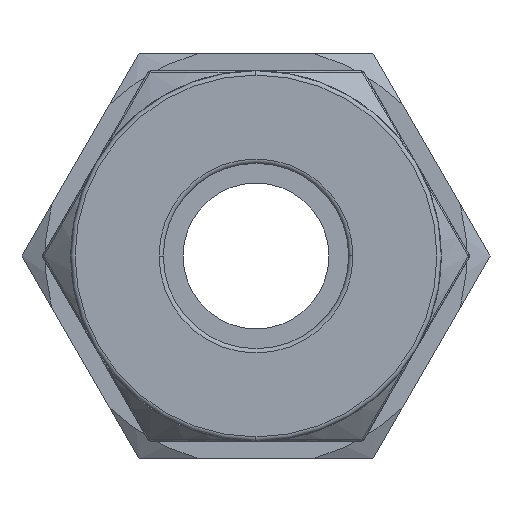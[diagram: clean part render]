
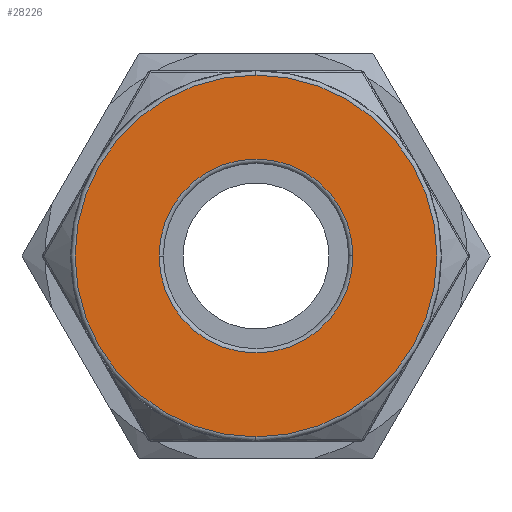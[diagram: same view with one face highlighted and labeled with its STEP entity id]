
A CAD part, left-side view. The second image highlights one B-rep face of the part: STEP entity #28226.
In plain terms, the highlighted face is planar.
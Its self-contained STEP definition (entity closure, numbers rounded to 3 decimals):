
#25524=CARTESIAN_POINT('',(0.,0.,0.));
#25525=DIRECTION('',(-1.,0.,0.));
#25526=DIRECTION('',(0.,1.,0.));
#25527=AXIS2_PLACEMENT_3D('',#25524,#25525,#25526);
#25529=CARTESIAN_POINT('',(0.,0.,0.));
#25530=DIRECTION('',(-1.,0.,0.));
#25531=DIRECTION('',(0.,-1.,0.));
#25532=AXIS2_PLACEMENT_3D('',#25529,#25530,#25531);
#25534=CARTESIAN_POINT('',(0.,0.,0.));
#25535=DIRECTION('',(1.,0.,0.));
#25536=DIRECTION('',(0.,0.,1.));
#25537=AXIS2_PLACEMENT_3D('',#25534,#25535,#25536);
#25539=CARTESIAN_POINT('',(0.,0.,0.));
#25540=DIRECTION('',(1.,0.,0.));
#25541=DIRECTION('',(0.,0.,-1.));
#25542=AXIS2_PLACEMENT_3D('',#25539,#25540,#25541);
#28038=CARTESIAN_POINT('',(0.,4.188,0.));
#28039=CARTESIAN_POINT('',(0.,-4.188,0.));
#28040=VERTEX_POINT('',#28038);
#28041=VERTEX_POINT('',#28039);
#28071=CARTESIAN_POINT('',(0.,0.,7.813));
#28072=CARTESIAN_POINT('',(0.,0.,-7.813));
#28073=VERTEX_POINT('',#28071);
#28074=VERTEX_POINT('',#28072);
#28209=CARTESIAN_POINT('',(0.,0.,0.));
#28210=DIRECTION('',(1.,0.,0.));
#28211=DIRECTION('',(0.,-1.,0.));
#28212=AXIS2_PLACEMENT_3D('',#28209,#28210,#28211);
#28213=PLANE('',#28212);
#28215=ORIENTED_EDGE('',*,*,#28214,.F.);
#28217=ORIENTED_EDGE('',*,*,#28216,.F.);
#28218=EDGE_LOOP('',(#28215,#28217));
#28219=FACE_OUTER_BOUND('',#28218,.F.);
#28221=ORIENTED_EDGE('',*,*,#28220,.F.);
#28223=ORIENTED_EDGE('',*,*,#28222,.F.);
#28224=EDGE_LOOP('',(#28221,#28223));
#28225=FACE_BOUND('',#28224,.F.);
#25528=CIRCLE('',#25527,4.188);
#25533=CIRCLE('',#25532,4.188);
#25538=CIRCLE('',#25537,7.813);
#25543=CIRCLE('',#25542,7.813);
#28214=EDGE_CURVE('',#28073,#28074,#25538,.T.);
#28216=EDGE_CURVE('',#28074,#28073,#25543,.T.);
#28220=EDGE_CURVE('',#28040,#28041,#25528,.T.);
#28222=EDGE_CURVE('',#28041,#28040,#25533,.T.);
#28226=ADVANCED_FACE('',(#28219,#28225),#28213,.T.);
